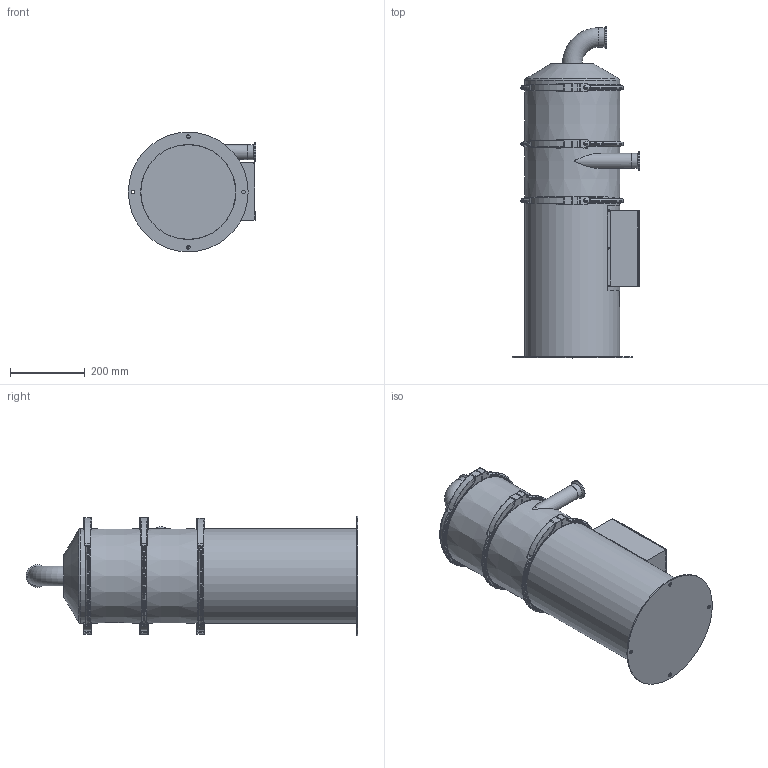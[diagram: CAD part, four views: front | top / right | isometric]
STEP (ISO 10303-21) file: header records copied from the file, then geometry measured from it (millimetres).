
FILE_DESCRIPTION(/* description */ (''),/* implementation_level */ '2;1');
FILE_NAME(/* name */ 'tmf08tc4brcc5c10.stp',/* time_stamp */ '2023-01-03T11:12:23+01:00',/* author */ ('enginyeria2'),/* organization */ (''),/* preprocessor_version */ 'ST-DEVELOPER v17',/* originating_system */ 'Autodesk Inventor 2019',/* authorisation */ '');
FILE_SCHEMA (('AUTOMOTIVE_DESIGN { 1 0 10303 214 3 1 1 }'));
Products named in the file (1): Pieza10
Bounding box: 339.97 x 886.66 x 320 mm (x, y, z)
Volume: 40990369.4 mm3; surface area: 1101182.3 mm2
Topology: 1 solids, 24 shells, 1479 faces, 3687 edges, 2340 vertices
Faces by surface type: cylinder 465, plane 437, bspline 216, torus 191, cone 146, sphere 24
Full cylindrical faces by diameter (mm): 4.2 x6, 8 x6, 10 x112, 12 x1, 37 x2, 40 x2, 49 x1, 50.4 x1, 52 x1, 61 x1, 252.911 x1, 253 x1, 253.608 x1, 266.7 x2, 320 x1
Entity records: 56965 total; most frequent: CARTESIAN_POINT 20768, ORIENTED_EDGE 7374, DIRECTION 7239, EDGE_CURVE 3687, AXIS2_PLACEMENT_3D 2971, VERTEX_POINT 2340, CIRCLE 1677, EDGE_LOOP 1601
